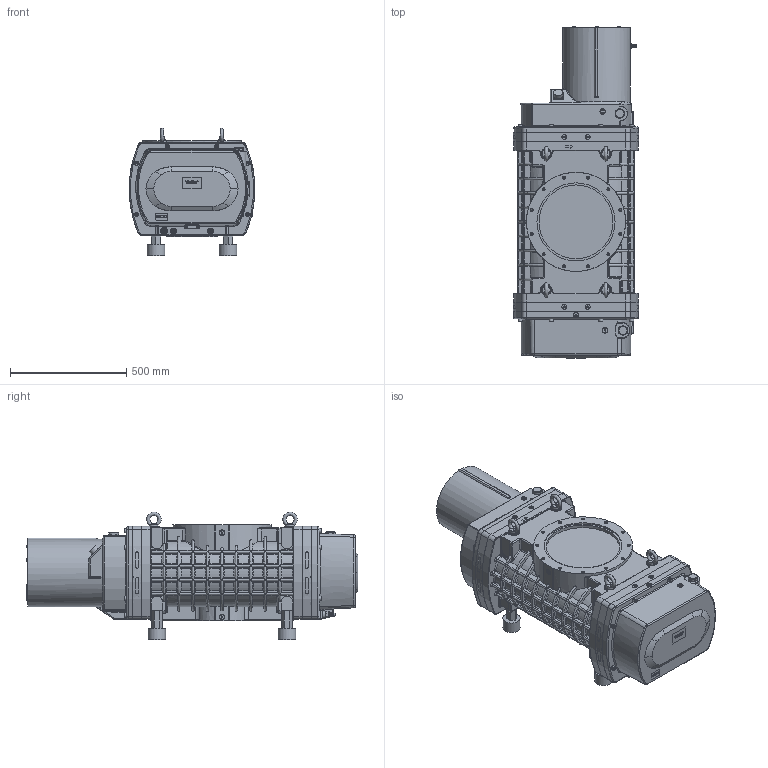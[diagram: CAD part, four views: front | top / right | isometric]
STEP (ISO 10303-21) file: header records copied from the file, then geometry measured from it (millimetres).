
FILE_DESCRIPTION(('STEP AP242'), '1');
FILE_NAME('ﾍﾂﾄ-7000', '', ('UNSPECIFIED'), ('UNSPECIFIED'), 'C3D Converter', 'C3D Toolkit', '');
FILE_SCHEMA(('AP242_MANAGED_MODEL_BASED_3D_ENGINEERING_MIM_LF { 1 0 10303 442 1 1 4 }'));
Length unit declared in the file: millimetre
Products named in the file (1): АО "Вакууммаш"
Bounding box: 539.56 x 1428.2 x 549.19 mm (x, y, z)
Surface area: 3793117.5 mm2 (no closed solid volume)
Topology: 0 solids, 2297 shells, 2297 faces, 13843 edges, 13528 vertices
Faces by surface type: cylinder 763, plane 734, cone 309, torus 287, bspline 172, sphere 32
Full cylindrical faces by diameter (mm): 4.917 x2, 6.4 x2, 6.647 x5, 7.5 x2, 8.376 x8, 10 x5, 10.106 x16, 12 x2, 16 x1, 18 x17, 20 x7, 21 x4, 22 x11, 24 x10, 26 x2, 30 x2, 36 x4, 39 x1, 40 x4, 44 x4, 75 x4, 153 x1, 260 x1, 290 x1, 318 x1, 336 x1
Entity records: 273015 total; most frequent: CARTESIAN_POINT 144786, DIRECTION 15173, ORIENTED_EDGE 13474, EDGE_CURVE 13474, VERTEX_POINT 13474, B_SPLINE_CURVE_WITH_KNOTS 5648, AXIS2_PLACEMENT_3D 5324, COLOUR_RGB 4594
